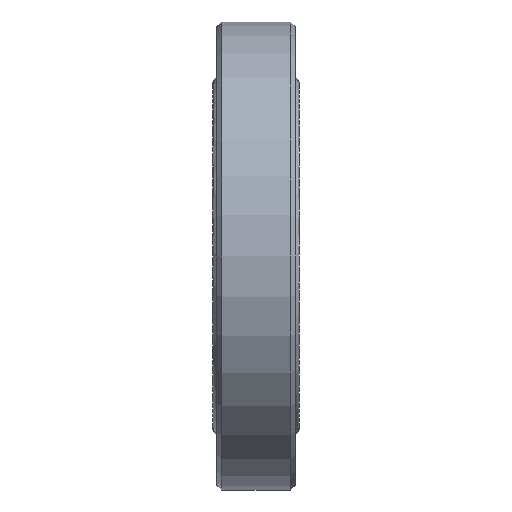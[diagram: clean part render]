
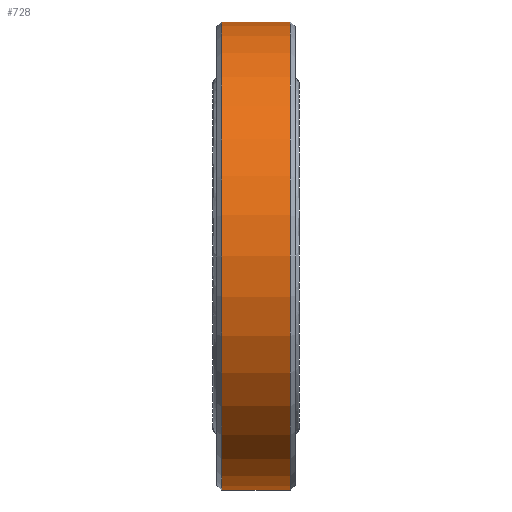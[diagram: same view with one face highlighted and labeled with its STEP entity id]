
A CAD part, front view. The second image highlights one B-rep face of the part: STEP entity #728.
In plain terms, the highlighted cylindrical face has radius 47.5 mm (diameter 95 mm), a partial arc.
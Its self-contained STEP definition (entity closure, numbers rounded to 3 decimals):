
#515 = EDGE_CURVE ( 'NONE', #1001, #984, #838, .T. ) ;
#517 = EDGE_CURVE ( 'NONE', #1005, #981, #830, .T. ) ;
#554 = EDGE_CURVE ( 'NONE', #1001, #1005, #949, .T. ) ;
#555 = EDGE_CURVE ( 'NONE', #981, #984, #920, .T. ) ;
#624 = AXIS2_PLACEMENT_3D ( 'NONE', #1693, #1688, #1691 ) ;
#625 = AXIS2_PLACEMENT_3D ( 'NONE', #1781, #1502, #1503 ) ;
#728 = ADVANCED_FACE ( 'NONE', ( #1266 ), #1249, .T. ) ;
#827 = VECTOR ( 'NONE', #1957, 1000. ) ;
#829 = ORIENTED_EDGE ( 'NONE', *, *, #515, .F. ) ;
#830 = LINE ( 'NONE', #1904, #827 ) ;
#831 = VECTOR ( 'NONE', #2159, 1000. ) ;
#838 = LINE ( 'NONE', #1905, #831 ) ;
#883 = ORIENTED_EDGE ( 'NONE', *, *, #517, .T. ) ;
#920 = CIRCLE ( 'NONE', #625, 47.5 ) ;
#949 = CIRCLE ( 'NONE', #624, 47.5 ) ;
#981 = VERTEX_POINT ( 'NONE', #2455 ) ;
#984 = VERTEX_POINT ( 'NONE', #2349 ) ;
#1001 = VERTEX_POINT ( 'NONE', #2264 ) ;
#1005 = VERTEX_POINT ( 'NONE', #2594 ) ;
#1085 = EDGE_LOOP ( 'NONE', ( #829, #1200, #883, #1123 ) ) ;
#1123 = ORIENTED_EDGE ( 'NONE', *, *, #555, .T. ) ;
#1200 = ORIENTED_EDGE ( 'NONE', *, *, #554, .T. ) ;
#1249 = CYLINDRICAL_SURFACE ( 'NONE', #1277, 47.5 ) ;
#1266 = FACE_OUTER_BOUND ( 'NONE', #1085, .T. ) ;
#1277 = AXIS2_PLACEMENT_3D ( 'NONE', #2379, #2254, #2468 ) ;
#1502 = DIRECTION ( 'NONE',  ( -1., 0., 0. ) ) ;
#1503 = DIRECTION ( 'NONE',  ( 0., 0., -1. ) ) ;
#1688 = DIRECTION ( 'NONE',  ( 1., 0., 0. ) ) ;
#1691 = DIRECTION ( 'NONE',  ( 0., 0., -1. ) ) ;
#1693 = CARTESIAN_POINT ( 'NONE',  ( -7., 0., 0. ) ) ;
#1781 = CARTESIAN_POINT ( 'NONE',  ( 7., 0., 0. ) ) ;
#1904 = CARTESIAN_POINT ( 'NONE',  ( 0., 0., -47.5 ) ) ;
#1905 = CARTESIAN_POINT ( 'NONE',  ( 0., 0., 47.5 ) ) ;
#1957 = DIRECTION ( 'NONE',  ( 1., 0., 0. ) ) ;
#2159 = DIRECTION ( 'NONE',  ( 1., 0., 0. ) ) ;
#2254 = DIRECTION ( 'NONE',  ( 1., 0., 0. ) ) ;
#2264 = CARTESIAN_POINT ( 'NONE',  ( -7., 0., 47.5 ) ) ;
#2349 = CARTESIAN_POINT ( 'NONE',  ( 7., 0., 47.5 ) ) ;
#2379 = CARTESIAN_POINT ( 'NONE',  ( 0., 0., 0. ) ) ;
#2455 = CARTESIAN_POINT ( 'NONE',  ( 7., 0., -47.5 ) ) ;
#2468 = DIRECTION ( 'NONE',  ( 0., 0., -1. ) ) ;
#2594 = CARTESIAN_POINT ( 'NONE',  ( -7., 0., -47.5 ) ) ;
